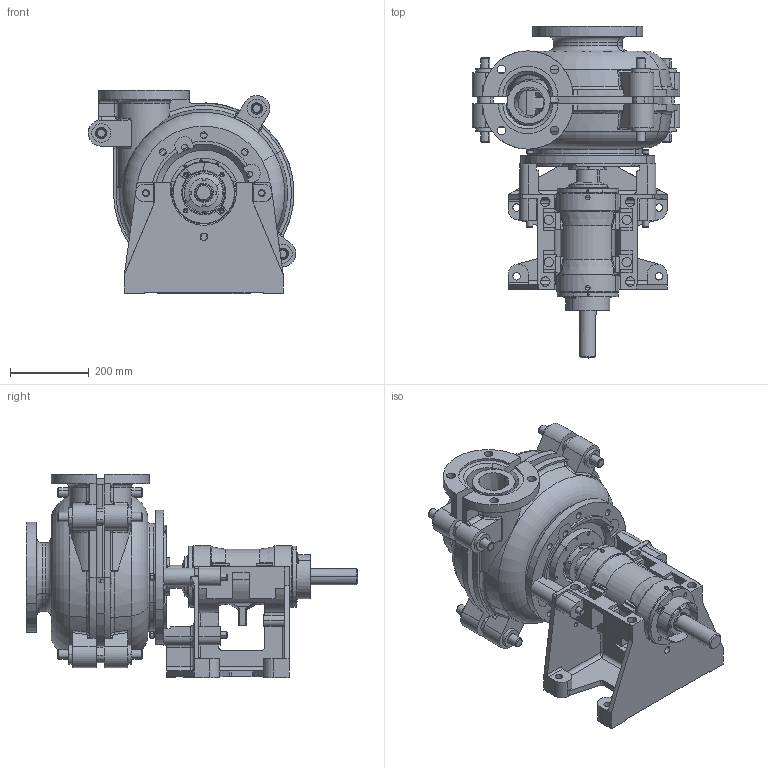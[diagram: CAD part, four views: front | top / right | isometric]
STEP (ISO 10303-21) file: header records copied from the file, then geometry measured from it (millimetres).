
FILE_DESCRIPTION(('CATIA V5 STEP Exchange'),'2;1');
FILE_NAME('Assmble.stp','2016-02-08T09:17:14+00:00',('none'),('none'),'CATIA Version 5 Release 20 GA (IN-10)','CATIA V5 STEP AP203','none');
FILE_SCHEMA(('CONFIG_CONTROL_DESIGN'));
Products named in the file (1): Product1
Assembly tree (27 placements, depth 2):
  Product1
    #58
    #11700
    #16599  x2
    #16940  x2
    #18472
    #19837
    #20598  x2
    #21469  x2
    #25133
    #35419
    #37205
    #45395  x4
    #46343
    #48106
    #48900
    #52421
    #53584  x3
    #54166
Bounding box: 528.21 x 844.6 x 518.75 mm (x, y, z)
Volume: 37987463.6 mm3; surface area: 4641011.6 mm2
Topology: 33 solids, 33 shells, 2061 faces, 5226 edges, 3323 vertices
Faces by surface type: cylinder 912, plane 707, cone 212, torus 143, bspline 77, sphere 8, revolution 2
Entity records: 55856 total; most frequent: CARTESIAN_POINT 19131, ORIENTED_EDGE 8502, DIRECTION 5551, EDGE_CURVE 4251, AXIS2_PLACEMENT_3D 2801, VERTEX_POINT 2727, CIRCLE 1904, EDGE_LOOP 1888
